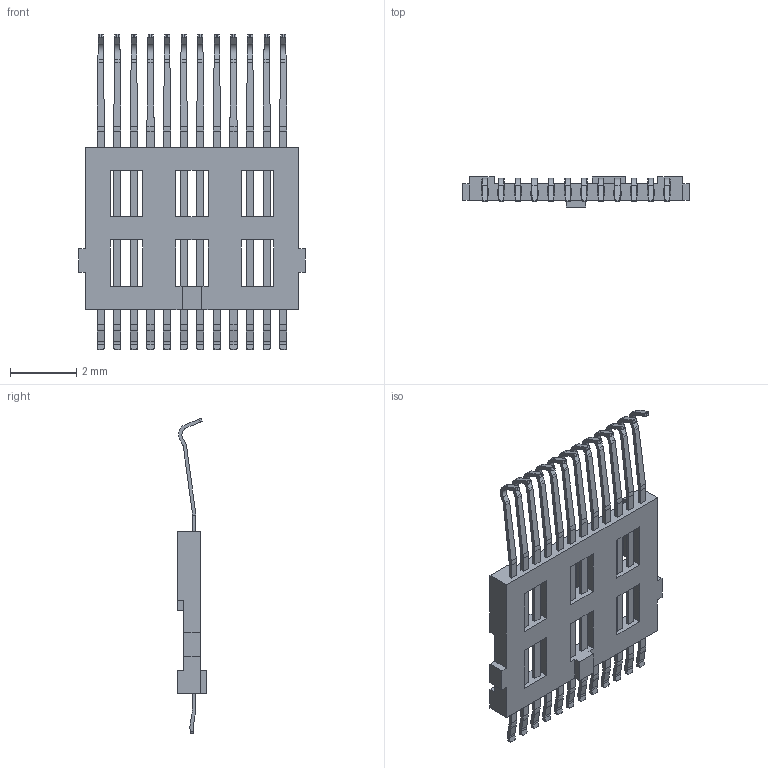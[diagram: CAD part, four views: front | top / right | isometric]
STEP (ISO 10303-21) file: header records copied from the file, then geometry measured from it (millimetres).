
FILE_DESCRIPTION(/* description */ (''),/* implementation_level */ '2;1');
FILE_NAME(/* name */ 'SE Shelding Pin.stp',/* time_stamp */ '2025-09-12T00:23:14+02:00',/* author */ (''),/* organization */ (''),/* preprocessor_version */ 'ST-DEVELOPER v20.1',/* originating_system */ 'Autodesk Translation Framework v14.10.0.0',/* authorisation */ '');
FILE_SCHEMA (('AUTOMOTIVE_DESIGN { 1 0 10303 214 3 1 1 }'));
Length unit declared in the file: millimetre
Products named in the file (3): SE Shelding Pin; 632712000112_Housing2; 632712000112_Pin
Assembly tree (13 placements, depth 2):
  SE Shelding Pin
    632712000112_Housing2
    632712000112_Pin  x12
Bounding box: 6.83 x 0.9 x 9.5 mm (x, y, z)
Volume: 14.6 mm3; surface area: 177.2 mm2
Topology: 13 solids, 13 shells, 534 faces, 1486 edges, 974 vertices
Faces by surface type: plane 366, cylinder 168
Entity records: 6330 total; most frequent: CARTESIAN_POINT 1096, ORIENTED_EDGE 1080, DIRECTION 964, EDGE_CURVE 540, LINE 512, VECTOR 512, VERTEX_POINT 358, EDGE_LOOP 238
